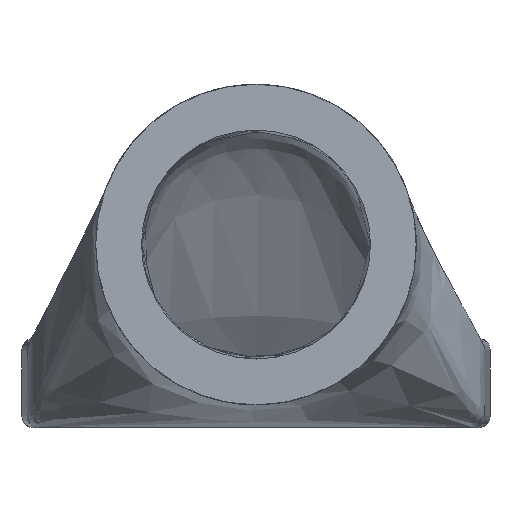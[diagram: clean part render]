
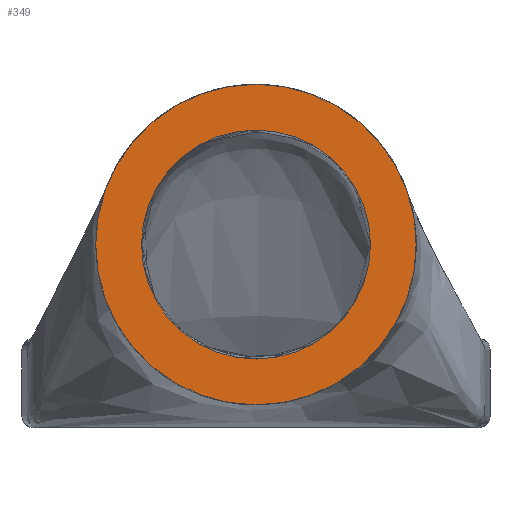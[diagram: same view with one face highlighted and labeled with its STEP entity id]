
A CAD part, front view. The second image highlights one B-rep face of the part: STEP entity #349.
In plain terms, the highlighted planar face has unit normal (0, -1, 0).
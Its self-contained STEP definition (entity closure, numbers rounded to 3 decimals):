
#90=ORIENTED_EDGE('',*,*,#193,.T.);
#91=ORIENTED_EDGE('',*,*,#182,.F.);
#182=EDGE_CURVE('',#234,#234,#270,.T.);
#193=EDGE_CURVE('',#244,#244,#280,.T.);
#234=VERTEX_POINT('',#559);
#244=VERTEX_POINT('',#584);
#270=CIRCLE('',#381,7.);
#280=CIRCLE('',#392,5.);
#301=EDGE_LOOP('',(#90));
#302=EDGE_LOOP('',(#91));
#323=FACE_BOUND('',#301,.T.);
#324=FACE_BOUND('',#302,.T.);
#342=PLANE('',#391);
#349=ADVANCED_FACE('',(#323,#324),#342,.F.);
#381=AXIS2_PLACEMENT_3D('',#558,#433,#434);
#391=AXIS2_PLACEMENT_3D('',#582,#453,#454);
#392=AXIS2_PLACEMENT_3D('',#583,#455,#456);
#433=DIRECTION('',(0.,1.,0.));
#434=DIRECTION('',(1.,0.,0.));
#453=DIRECTION('',(0.,1.,0.));
#454=DIRECTION('',(0.,0.,1.));
#455=DIRECTION('',(0.,1.,0.));
#456=DIRECTION('',(1.,0.,0.));
#558=CARTESIAN_POINT('',(0.,0.,0.));
#559=CARTESIAN_POINT('',(7.,0.,0.));
#582=CARTESIAN_POINT('',(0.,0.,0.));
#583=CARTESIAN_POINT('',(0.,0.,0.));
#584=CARTESIAN_POINT('',(5.,0.,0.));
